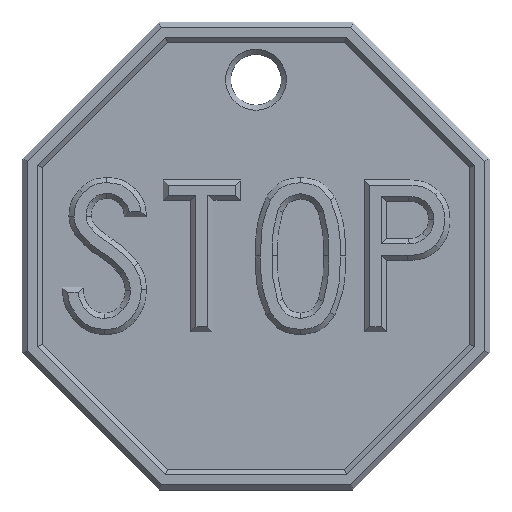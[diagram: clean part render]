
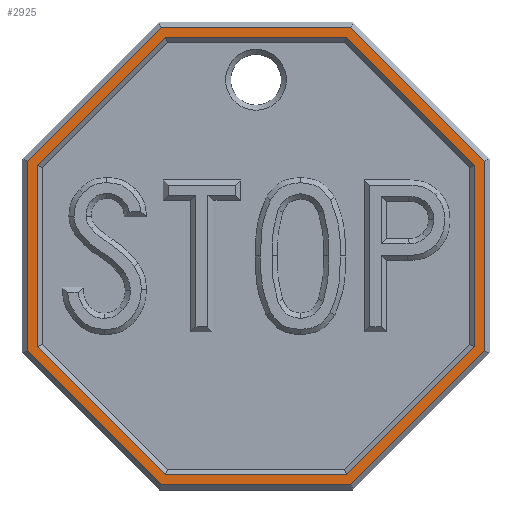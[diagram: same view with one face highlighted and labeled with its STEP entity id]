
A CAD part, top view. The second image highlights one B-rep face of the part: STEP entity #2925.
In plain terms, the highlighted planar face has unit normal (0, 0, 1).
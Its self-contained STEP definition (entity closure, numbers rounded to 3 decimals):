
#24=FACE_BOUND('',#430,.T.);
#243=FACE_OUTER_BOUND('',#429,.T.);
#429=EDGE_LOOP('',(#2372,#2373,#2374,#2375,#2376,#2377,#2378,#2379));
#430=EDGE_LOOP('',(#2380,#2381,#2382,#2383,#2384,#2385,#2386,#2387));
#797=LINE('',#6697,#1031);
#801=LINE('',#6705,#1035);
#804=LINE('',#6711,#1038);
#807=LINE('',#6717,#1041);
#810=LINE('',#6723,#1044);
#814=LINE('',#6731,#1048);
#817=LINE('',#6737,#1051);
#820=LINE('',#6741,#1054);
#830=LINE('',#6763,#1064);
#831=LINE('',#6765,#1065);
#832=LINE('',#6767,#1066);
#833=LINE('',#6769,#1067);
#834=LINE('',#6771,#1068);
#835=LINE('',#6773,#1069);
#836=LINE('',#6775,#1070);
#837=LINE('',#6776,#1071);
#1031=VECTOR('',#3259,10.);
#1035=VECTOR('',#3265,10.);
#1038=VECTOR('',#3270,10.);
#1041=VECTOR('',#3275,10.);
#1044=VECTOR('',#3280,10.);
#1048=VECTOR('',#3286,10.);
#1051=VECTOR('',#3291,10.);
#1054=VECTOR('',#3296,10.);
#1064=VECTOR('',#3316,10.);
#1065=VECTOR('',#3317,10.);
#1066=VECTOR('',#3318,10.);
#1067=VECTOR('',#3319,10.);
#1068=VECTOR('',#3320,10.);
#1069=VECTOR('',#3321,10.);
#1070=VECTOR('',#3322,10.);
#1071=VECTOR('',#3323,10.);
#1339=VERTEX_POINT('',#6695);
#1340=VERTEX_POINT('',#6696);
#1343=VERTEX_POINT('',#6704);
#1345=VERTEX_POINT('',#6710);
#1347=VERTEX_POINT('',#6716);
#1349=VERTEX_POINT('',#6722);
#1352=VERTEX_POINT('',#6730);
#1354=VERTEX_POINT('',#6736);
#1360=VERTEX_POINT('',#6761);
#1361=VERTEX_POINT('',#6762);
#1362=VERTEX_POINT('',#6764);
#1363=VERTEX_POINT('',#6766);
#1364=VERTEX_POINT('',#6768);
#1365=VERTEX_POINT('',#6770);
#1366=VERTEX_POINT('',#6772);
#1367=VERTEX_POINT('',#6774);
#1697=EDGE_CURVE('',#1339,#1340,#797,.T.);
#1701=EDGE_CURVE('',#1340,#1343,#801,.T.);
#1704=EDGE_CURVE('',#1343,#1345,#804,.T.);
#1707=EDGE_CURVE('',#1345,#1347,#807,.T.);
#1710=EDGE_CURVE('',#1347,#1349,#810,.T.);
#1714=EDGE_CURVE('',#1349,#1352,#814,.T.);
#1717=EDGE_CURVE('',#1352,#1354,#817,.T.);
#1720=EDGE_CURVE('',#1354,#1339,#820,.T.);
#1730=EDGE_CURVE('',#1360,#1361,#830,.T.);
#1731=EDGE_CURVE('',#1362,#1360,#831,.T.);
#1732=EDGE_CURVE('',#1363,#1362,#832,.T.);
#1733=EDGE_CURVE('',#1364,#1363,#833,.T.);
#1734=EDGE_CURVE('',#1365,#1364,#834,.T.);
#1735=EDGE_CURVE('',#1366,#1365,#835,.T.);
#1736=EDGE_CURVE('',#1367,#1366,#836,.T.);
#1737=EDGE_CURVE('',#1361,#1367,#837,.T.);
#2372=ORIENTED_EDGE('',*,*,#1697,.F.);
#2373=ORIENTED_EDGE('',*,*,#1720,.F.);
#2374=ORIENTED_EDGE('',*,*,#1717,.F.);
#2375=ORIENTED_EDGE('',*,*,#1714,.F.);
#2376=ORIENTED_EDGE('',*,*,#1710,.F.);
#2377=ORIENTED_EDGE('',*,*,#1707,.F.);
#2378=ORIENTED_EDGE('',*,*,#1704,.F.);
#2379=ORIENTED_EDGE('',*,*,#1701,.F.);
#2380=ORIENTED_EDGE('',*,*,#1730,.F.);
#2381=ORIENTED_EDGE('',*,*,#1731,.F.);
#2382=ORIENTED_EDGE('',*,*,#1732,.F.);
#2383=ORIENTED_EDGE('',*,*,#1733,.F.);
#2384=ORIENTED_EDGE('',*,*,#1734,.F.);
#2385=ORIENTED_EDGE('',*,*,#1735,.F.);
#2386=ORIENTED_EDGE('',*,*,#1736,.F.);
#2387=ORIENTED_EDGE('',*,*,#1737,.F.);
#2765=PLANE('',#3048);
#2925=ADVANCED_FACE('',(#243,#24),#2765,.T.);
#3048=AXIS2_PLACEMENT_3D('',#6760,#3314,#3315);
#3259=DIRECTION('',(0.,1.,0.));
#3265=DIRECTION('',(0.707,0.707,0.));
#3270=DIRECTION('',(1.,0.,0.));
#3275=DIRECTION('',(0.707,-0.707,0.));
#3280=DIRECTION('',(0.,-1.,0.));
#3286=DIRECTION('',(-0.707,-0.707,0.));
#3291=DIRECTION('',(-1.,0.,0.));
#3296=DIRECTION('',(-0.707,0.707,0.));
#3314=DIRECTION('center_axis',(0.,0.,1.));
#3315=DIRECTION('ref_axis',(1.,0.,0.));
#3316=DIRECTION('',(0.707,0.707,0.));
#3317=DIRECTION('',(1.,0.,0.));
#3318=DIRECTION('',(0.707,-0.707,0.));
#3319=DIRECTION('',(0.,-1.,0.));
#3320=DIRECTION('',(-0.707,-0.707,0.));
#3321=DIRECTION('',(-1.,0.,0.));
#3322=DIRECTION('',(-0.707,0.707,0.));
#3323=DIRECTION('',(0.,1.,0.));
#6695=CARTESIAN_POINT('',(-22.597,-9.36,4.2));
#6696=CARTESIAN_POINT('',(-22.597,9.36,4.2));
#6697=CARTESIAN_POINT('',(-22.597,4.784,4.2));
#6704=CARTESIAN_POINT('',(-9.36,22.597,4.2));
#6705=CARTESIAN_POINT('',(-12.596,19.361,4.2));
#6710=CARTESIAN_POINT('',(9.36,22.597,4.2));
#6711=CARTESIAN_POINT('',(4.784,22.597,4.2));
#6716=CARTESIAN_POINT('',(22.597,9.36,4.2));
#6717=CARTESIAN_POINT('',(19.361,12.596,4.2));
#6722=CARTESIAN_POINT('',(22.597,-9.36,4.2));
#6723=CARTESIAN_POINT('',(22.597,-4.784,4.2));
#6730=CARTESIAN_POINT('',(9.36,-22.597,4.2));
#6731=CARTESIAN_POINT('',(12.596,-19.361,4.2));
#6736=CARTESIAN_POINT('',(-9.36,-22.597,4.2));
#6737=CARTESIAN_POINT('',(-4.784,-22.597,4.2));
#6741=CARTESIAN_POINT('',(-19.361,-12.596,4.2));
#6760=CARTESIAN_POINT('Origin',(0.,0.,4.2));
#6761=CARTESIAN_POINT('',(8.946,-21.597,4.2));
#6762=CARTESIAN_POINT('',(21.597,-8.946,4.2));
#6763=CARTESIAN_POINT('',(11.889,-18.654,4.2));
#6764=CARTESIAN_POINT('',(-8.946,-21.597,4.2));
#6765=CARTESIAN_POINT('',(-4.784,-21.597,4.2));
#6766=CARTESIAN_POINT('',(-21.597,-8.946,4.2));
#6767=CARTESIAN_POINT('',(-18.654,-11.889,4.2));
#6768=CARTESIAN_POINT('',(-21.597,8.946,4.2));
#6769=CARTESIAN_POINT('',(-21.597,4.784,4.2));
#6770=CARTESIAN_POINT('',(-8.946,21.597,4.2));
#6771=CARTESIAN_POINT('',(-11.889,18.654,4.2));
#6772=CARTESIAN_POINT('',(8.946,21.597,4.2));
#6773=CARTESIAN_POINT('',(4.784,21.597,4.2));
#6774=CARTESIAN_POINT('',(21.597,8.946,4.2));
#6775=CARTESIAN_POINT('',(18.654,11.889,4.2));
#6776=CARTESIAN_POINT('',(21.597,-4.784,4.2));
